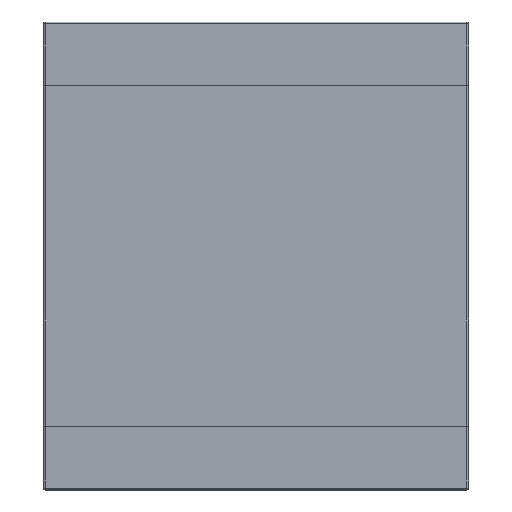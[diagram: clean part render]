
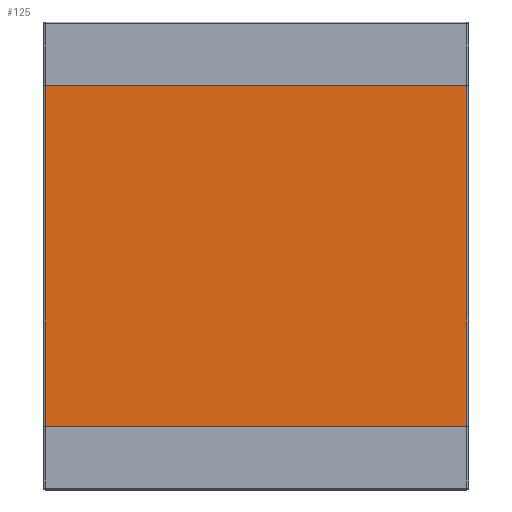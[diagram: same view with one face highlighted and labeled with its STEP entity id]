
A CAD part, top view. The second image highlights one B-rep face of the part: STEP entity #125.
In plain terms, the highlighted planar face has unit normal (0, 0, 1).
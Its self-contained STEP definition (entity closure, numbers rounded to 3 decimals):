
#125 = ADVANCED_FACE( '', ( #231 ), #232, .T. );
#231 = FACE_OUTER_BOUND( '', #329, .T. );
#232 = PLANE( '', #330 );
#329 = EDGE_LOOP( '', ( #473, #474, #475, #476 ) );
#330 = AXIS2_PLACEMENT_3D( '', #477, #478, #479 );
#473 = ORIENTED_EDGE( '', *, *, #665, .T. );
#474 = ORIENTED_EDGE( '', *, *, #666, .T. );
#475 = ORIENTED_EDGE( '', *, *, #667, .T. );
#476 = ORIENTED_EDGE( '', *, *, #637, .T. );
#477 = CARTESIAN_POINT( '', ( -2.54, -2.035, 0.76 ) );
#478 = DIRECTION( '', ( 0., 0., 1. ) );
#479 = DIRECTION( '', ( 1., 0., 0. ) );
#637 = EDGE_CURVE( '', #736, #740, #742, .T. );
#665 = EDGE_CURVE( '', #740, #784, #785, .T. );
#666 = EDGE_CURVE( '', #784, #786, #787, .T. );
#667 = EDGE_CURVE( '', #786, #736, #788, .T. );
#736 = VERTEX_POINT( '', #869 );
#740 = VERTEX_POINT( '', #874 );
#742 = LINE( '', #876, #877 );
#784 = VERTEX_POINT( '', #931 );
#785 = LINE( '', #932, #933 );
#786 = VERTEX_POINT( '', #934 );
#787 = LINE( '', #935, #936 );
#788 = LINE( '', #937, #938 );
#869 = CARTESIAN_POINT( '', ( 2.52, -2.035, 0.76 ) );
#874 = CARTESIAN_POINT( '', ( 2.52, 2.035, 0.76 ) );
#876 = CARTESIAN_POINT( '', ( 2.52, 2.035, 0.76 ) );
#877 = VECTOR( '', #1020, 1000. );
#931 = CARTESIAN_POINT( '', ( -2.52, 2.035, 0.76 ) );
#932 = CARTESIAN_POINT( '', ( 2.54, 2.035, 0.76 ) );
#933 = VECTOR( '', #1057, 1000. );
#934 = CARTESIAN_POINT( '', ( -2.52, -2.035, 0.76 ) );
#935 = CARTESIAN_POINT( '', ( -2.52, -2.035, 0.76 ) );
#936 = VECTOR( '', #1058, 1000. );
#937 = CARTESIAN_POINT( '', ( -2.54, -2.035, 0.76 ) );
#938 = VECTOR( '', #1059, 1000. );
#1020 = DIRECTION( '', ( 0., 1., 0. ) );
#1057 = DIRECTION( '', ( -1., 0., 0. ) );
#1058 = DIRECTION( '', ( 0., -1., 0. ) );
#1059 = DIRECTION( '', ( 1., 0., 0. ) );
